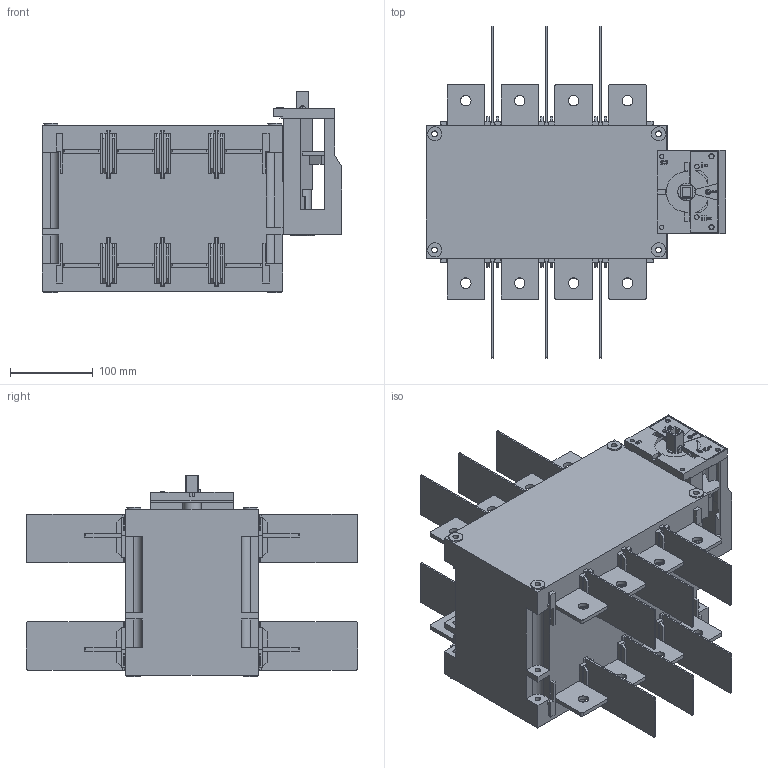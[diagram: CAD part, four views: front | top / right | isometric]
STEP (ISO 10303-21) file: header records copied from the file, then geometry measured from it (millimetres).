
FILE_DESCRIPTION((''),'2;1');
FILE_NAME('LBS_630_4P_CO','2017-10-25T',('luka.skrinjar'),('Audax d.o.o.'),'CREO PARAMETRIC BY PTC INC, 2016050','CREO PARAMETRIC BY PTC INC, 2016050','');
FILE_SCHEMA(('AUTOMOTIVE_DESIGN { 1 0 10303 214 1 1 1 1 }'));
Products named in the file (1): LBS_630_4P_CO
Bounding box: 360.8 x 400 x 243.5 mm (x, y, z)
Volume: 227698 mm3; surface area: 702973.7 mm2
Topology: 16 solids, 17 shells, 1525 faces, 4219 edges, 2796 vertices
Faces by surface type: plane 1235, cylinder 255, extrusion 29, torus 4, cone 2
Entity records: 61674 total; most frequent: CARTESIAN_POINT 9473, ORIENTED_EDGE 8382, DIRECTION 7560, PRESENTATION_STYLE_ASSIGNMENT 4239, STYLED_ITEM 4236, CURVE_STYLE 4219, EDGE_CURVE 4219, VECTOR 3636
